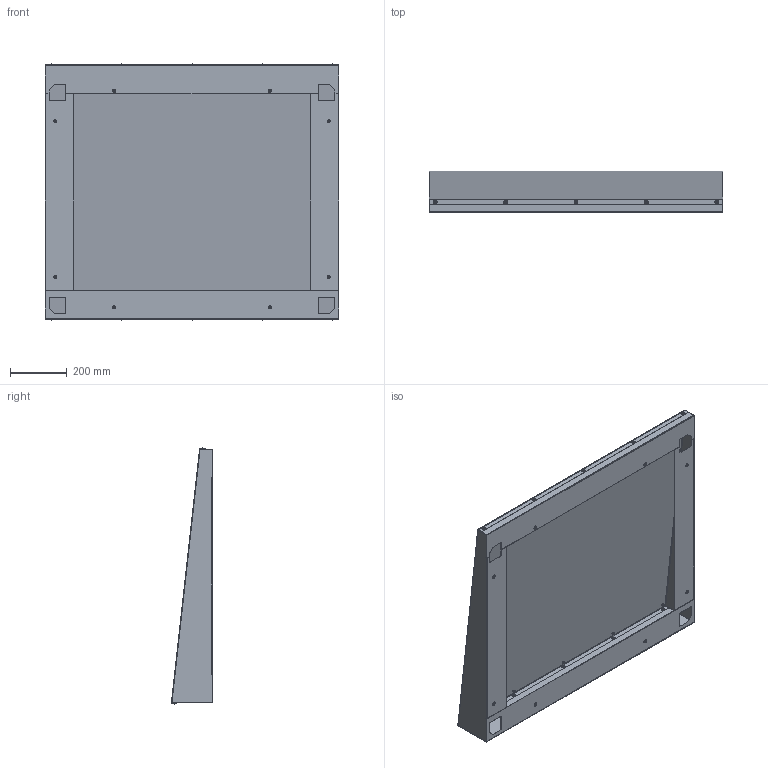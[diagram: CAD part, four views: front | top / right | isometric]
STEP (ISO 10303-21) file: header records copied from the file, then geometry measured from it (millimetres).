
FILE_DESCRIPTION (( 'STEP AP214' ), '1' );
FILE_NAME ('Êîçûðåê äëÿ FORT 1000õ800 EKF PROxima.STEP', '2020-11-17T08:52:03', ( '' ), ( '' ), 'SwSTEP 2.0', 'SolidWorks 2019', '' );
FILE_SCHEMA (( 'AUTOMOTIVE_DESIGN' ));
Length unit declared in the file: millimetre
Products named in the file (6): 倘-1622.00.00.001 署赅_寛-1622.00.00.001; rivet 07_din_PreviewCfg; Çàêëåïêà-ãàéêà Ì6 óìåíüøåííûé áîðò; 倘-1622.00.00.003 鱼铍铌 玎漤栝_寛-1622.00.00.003; 倘-1622.00.00.002 鱼铍铌 镥疱漤栝_寛-1622.00.00.002; Êîçûðåê äëÿ FORT 1000õ800 EKF PROxima
Assembly tree (21 placements, depth 2):
  Êîçûðåê äëÿ FORT 1000õ800 EKF PROxima
    倘-1622.00.00.001 署赅_寛-1622.00.00.001
    倘-1622.00.00.002 鱼铍铌 镥疱漤栝_寛-1622.00.00.002
    倘-1622.00.00.003 鱼铍铌 玎漤栝_寛-1622.00.00.003
    Çàêëåïêà-ãàéêà Ì6 óìåíüøåííûé áîðò  x8
    rivet 07_din_PreviewCfg  x10
Bounding box: 1040 x 146.2 x 906 mm (x, y, z)
Volume: 1684461.4 mm3; surface area: 3367733.9 mm2
Topology: 21 solids, 21 shells, 506 faces, 1096 edges, 668 vertices
Faces by surface type: cylinder 172, plane 162, cone 112, sphere 40, torus 16, bspline 4
Entity records: 7216 total; most frequent: CARTESIAN_POINT 1350, DIRECTION 1214, ORIENTED_EDGE 1100, EDGE_CURVE 550, AXIS2_PLACEMENT_3D 428, LINE 358, VECTOR 358, VERTEX_POINT 340
